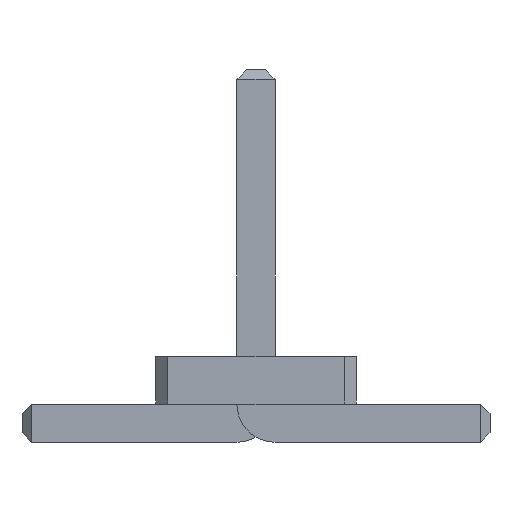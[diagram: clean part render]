
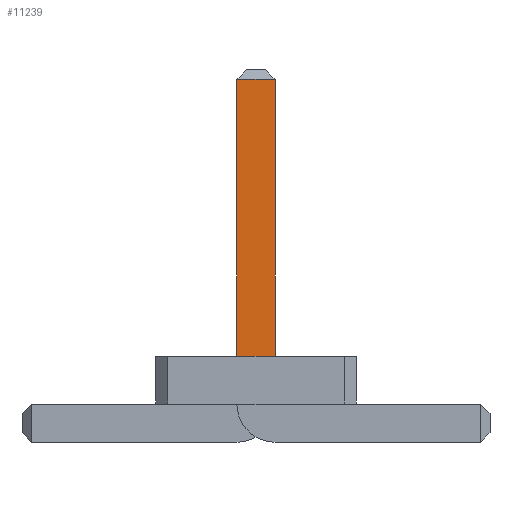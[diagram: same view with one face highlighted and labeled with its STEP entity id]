
A CAD part, front view. The second image highlights one B-rep face of the part: STEP entity #11239.
In plain terms, the highlighted planar face has unit normal (0, -1, 0).
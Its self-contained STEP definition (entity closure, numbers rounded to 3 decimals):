
#4247 = VERTEX_POINT('',#4248);
#4248 = CARTESIAN_POINT('',(0.2,-16.075,0.9));
#4263 = VERTEX_POINT('',#4264);
#4264 = CARTESIAN_POINT('',(-0.2,-16.075,0.9));
#4270 = EDGE_CURVE('',#4247,#4263,#4271,.T.);
#4271 = LINE('',#4272,#4273);
#4272 = CARTESIAN_POINT('',(-0.562,-16.075,0.9));
#4273 = VECTOR('',#4274,1.);
#4274 = DIRECTION('',(-1.,-0.,-0.));
#11221 = VERTEX_POINT('',#11222);
#11222 = CARTESIAN_POINT('',(0.2,-16.075,3.8));
#11228 = EDGE_CURVE('',#11221,#4247,#11229,.T.);
#11229 = LINE('',#11230,#11231);
#11230 = CARTESIAN_POINT('',(0.2,-16.075,3.9));
#11231 = VECTOR('',#11232,1.);
#11232 = DIRECTION('',(0.,0.,-1.));
#11239 = ADVANCED_FACE('',(#11240),#11258,.T.);
#11240 = FACE_BOUND('',#11241,.T.);
#11241 = EDGE_LOOP('',(#11242,#11250,#11251,#11252));
#11242 = ORIENTED_EDGE('',*,*,#11243,.F.);
#11243 = EDGE_CURVE('',#4263,#11244,#11246,.T.);
#11244 = VERTEX_POINT('',#11245);
#11245 = CARTESIAN_POINT('',(-0.2,-16.075,3.8));
#11246 = LINE('',#11247,#11248);
#11247 = CARTESIAN_POINT('',(-0.2,-16.075,0.));
#11248 = VECTOR('',#11249,1.);
#11249 = DIRECTION('',(0.,0.,1.));
#11250 = ORIENTED_EDGE('',*,*,#4270,.F.);
#11251 = ORIENTED_EDGE('',*,*,#11228,.F.);
#11252 = ORIENTED_EDGE('',*,*,#11253,.F.);
#11253 = EDGE_CURVE('',#11244,#11221,#11254,.T.);
#11254 = LINE('',#11255,#11256);
#11255 = CARTESIAN_POINT('',(-0.2,-16.075,3.8));
#11256 = VECTOR('',#11257,1.);
#11257 = DIRECTION('',(1.,0.,0.));
#11258 = PLANE('',#11259);
#11259 = AXIS2_PLACEMENT_3D('',#11260,#11261,#11262);
#11260 = CARTESIAN_POINT('',(-0.2,-16.075,3.9));
#11261 = DIRECTION('',(0.,-1.,0.));
#11262 = DIRECTION('',(0.,0.,-1.));
